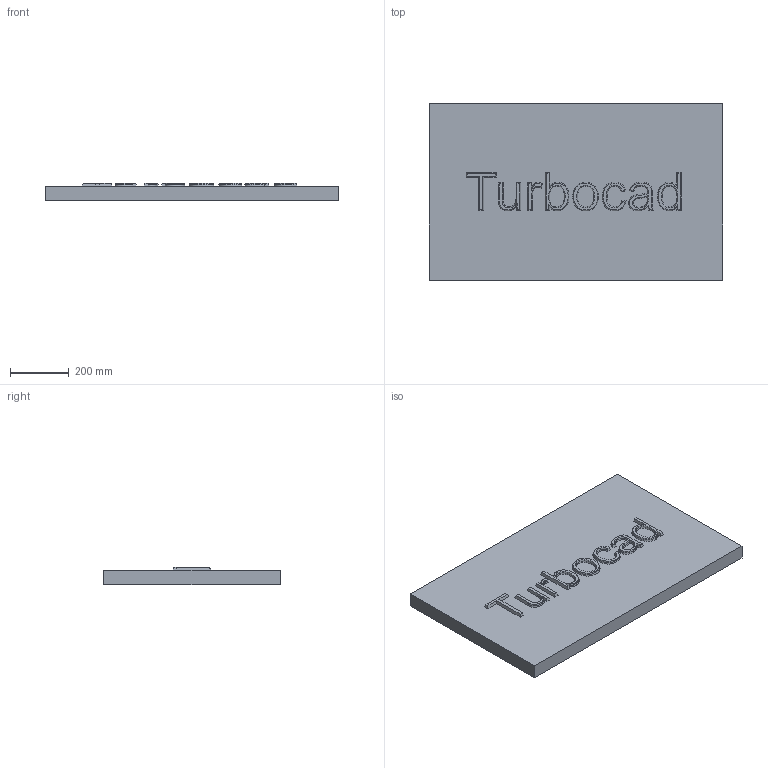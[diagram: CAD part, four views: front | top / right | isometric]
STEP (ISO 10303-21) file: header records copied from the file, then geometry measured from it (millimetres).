
FILE_DESCRIPTION(('STEP AP214'),'1');
FILE_NAME('tmp0.stp','2020-07-24T17:41:53',(' '),(' '),'Spatial InterOp 3D',' ',' ');
FILE_SCHEMA(('automotive_design'));
Length unit declared in the file: millimetre
Products named in the file (9): 1; 2; 3; 4; 5; 6; 7; 8; 9
Bounding box: 1000 x 600 x 60 mm (x, y, z)
Volume: 30228253.7 mm3; surface area: 1447285.6 mm2
Topology: 9 solids, 9 shells, 565 faces, 1641 edges, 1094 vertices
Faces by surface type: plane 565
Entity records: 22442 total; most frequent: CARTESIAN_POINT 3860, ORIENTED_EDGE 3282, DIRECTION 2244, EDGE_CURVE 1641, LINE 1096, VECTOR 1096, VERTEX_POINT 1094, STYLED_ITEM 574
